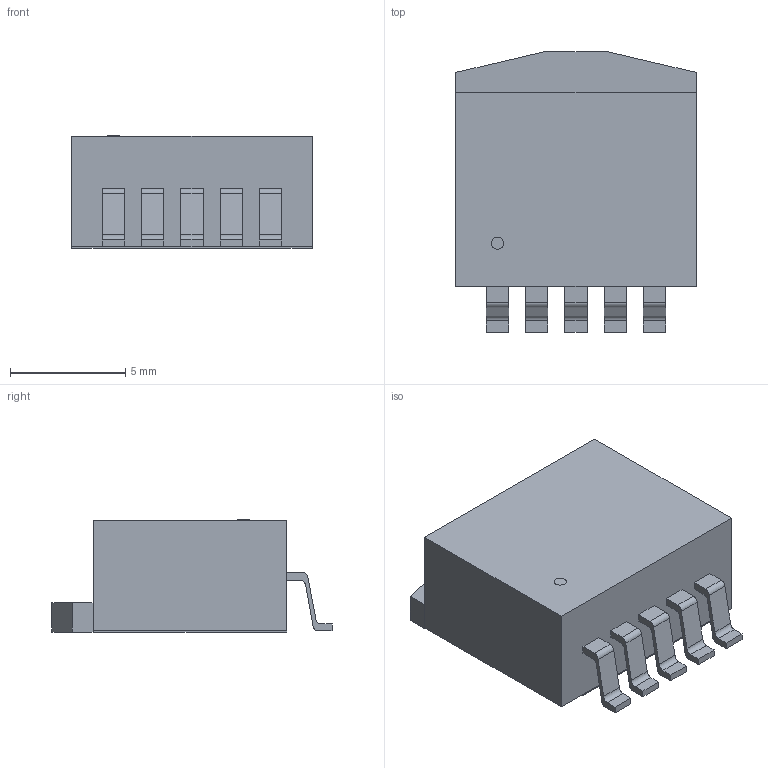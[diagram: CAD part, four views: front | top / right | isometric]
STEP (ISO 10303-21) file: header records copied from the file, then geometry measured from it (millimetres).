
FILE_DESCRIPTION(('STEP AP214'),'1');
FILE_NAME('TS5B-L','2018-03-03T05:21:39',(''),(''),'','','');
FILE_SCHEMA(('AUTOMOTIVE_DESIGN'));
Length unit declared in the file: millimetre
Products named in the file (1): product
Bounding box: 10.41 x 12.13 x 4.85 mm (x, y, z)
Volume: 4.2 mm3; surface area: 587.7 mm2
Topology: 6 solids, 28 shells, 95 faces, 291 edges, 230 vertices
Faces by surface type: plane 74, cylinder 21
Full cylindrical faces by diameter (mm): 0.521 x1
Entity records: 3472 total; most frequent: CARTESIAN_POINT 622, DIRECTION 536, ORIENTED_EDGE 472, VERTEX_POINT 338, EDGE_CURVE 290, LINE 248, VECTOR 248, AXIS2_PLACEMENT_3D 144
